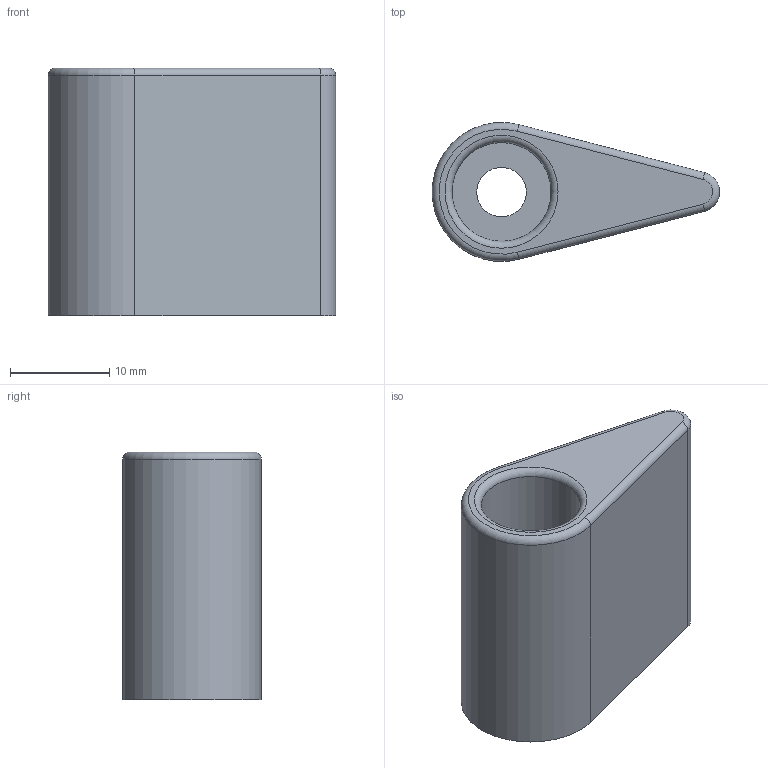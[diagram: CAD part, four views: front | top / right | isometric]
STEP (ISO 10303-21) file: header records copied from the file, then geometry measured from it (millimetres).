
FILE_DESCRIPTION(('FreeCAD Model'),'2;1');
FILE_NAME('Open CASCADE Shape Model','2025-10-26T12:08:52',(''),(''), 'Open CASCADE STEP processor 7.7','FreeCAD','Unknown');
FILE_SCHEMA(('AUTOMOTIVE_DESIGN { 1 0 10303 214 1 1 1 1 }'));
Length unit declared in the file: millimetre
Products named in the file (1): Cam
Bounding box: 28.97 x 13.96 x 25 mm (x, y, z)
Volume: 5013.6 mm3; surface area: 2921.2 mm2
Topology: 1 solids, 1 shells, 14 faces, 28 edges, 17 vertices
Faces by surface type: cylinder 6, plane 5, torus 3
Full cylindrical faces by diameter (mm): 5 x1, 10 x1
Entity records: 758 total; most frequent: DIRECTION 130, CARTESIAN_POINT 116, LINE 60, VECTOR 60, ORIENTED_EDGE 56, PCURVE 56, DEFINITIONAL_REPRESENTATION 56, AXIS2_PLACEMENT_3D 31
